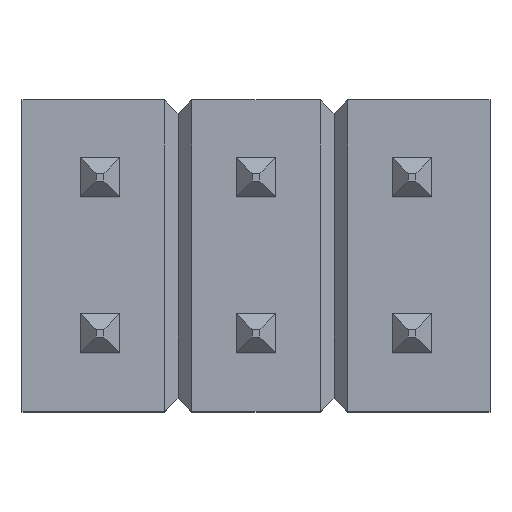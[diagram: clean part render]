
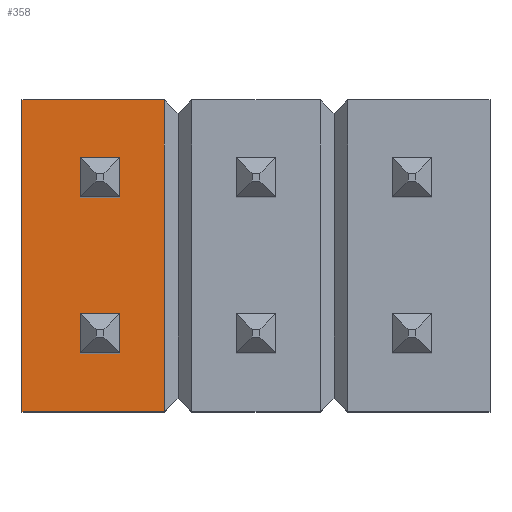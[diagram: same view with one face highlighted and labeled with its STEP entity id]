
A CAD part, top view. The second image highlights one B-rep face of the part: STEP entity #358.
In plain terms, the highlighted planar face has unit normal (0, 0, 1).
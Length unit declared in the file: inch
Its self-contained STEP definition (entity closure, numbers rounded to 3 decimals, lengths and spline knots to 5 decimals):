
#319=CARTESIAN_POINT('',(-0.05,-0.05,0.10591));
#320=DIRECTION('',(0.,0.,1.));
#321=DIRECTION('',(1.,0.,0.));
#322=AXIS2_PLACEMENT_3D('',#319,#320,#321);
#323=PLANE('',#322);
#324=CARTESIAN_POINT('',(-0.05,0.15,0.10591));
#325=VERTEX_POINT('',#324);
#326=CARTESIAN_POINT('',(0.04116,0.15,0.10591));
#327=VERTEX_POINT('',#326);
#328=CARTESIAN_POINT('',(-0.05,0.15,0.10591));
#329=DIRECTION('',(1.,0.,0.));
#330=VECTOR('',#329,0.09116);
#331=LINE('',#328,#330);
#332=EDGE_CURVE('',#325,#327,#331,.T.);
#333=ORIENTED_EDGE('',*,*,#332,.F.);
#334=CARTESIAN_POINT('',(-0.05,-0.05,0.10591));
#335=VERTEX_POINT('',#334);
#336=CARTESIAN_POINT('',(-0.05,-0.05,0.10591));
#337=DIRECTION('',(-0.,1.,0.));
#338=VECTOR('',#337,0.2);
#339=LINE('',#336,#338);
#340=EDGE_CURVE('',#335,#325,#339,.T.);
#341=ORIENTED_EDGE('',*,*,#340,.F.);
#342=CARTESIAN_POINT('',(0.04116,-0.05,0.10591));
#343=VERTEX_POINT('',#342);
#344=CARTESIAN_POINT('',(-0.05,-0.05,0.10591));
#345=DIRECTION('',(1.,0.,0.));
#346=VECTOR('',#345,0.09116);
#347=LINE('',#344,#346);
#348=EDGE_CURVE('',#335,#343,#347,.T.);
#349=ORIENTED_EDGE('',*,*,#348,.T.);
#350=CARTESIAN_POINT('',(0.04116,-0.05,0.10591));
#351=DIRECTION('',(-0.,1.,0.));
#352=VECTOR('',#351,0.2);
#353=LINE('',#350,#352);
#354=EDGE_CURVE('',#343,#327,#353,.T.);
#355=ORIENTED_EDGE('',*,*,#354,.T.);
#356=EDGE_LOOP('',(#333,#341,#349,#355));
#357=FACE_BOUND('',#356,.T.);
#358=ADVANCED_FACE('',(#357),#323,.T.);
